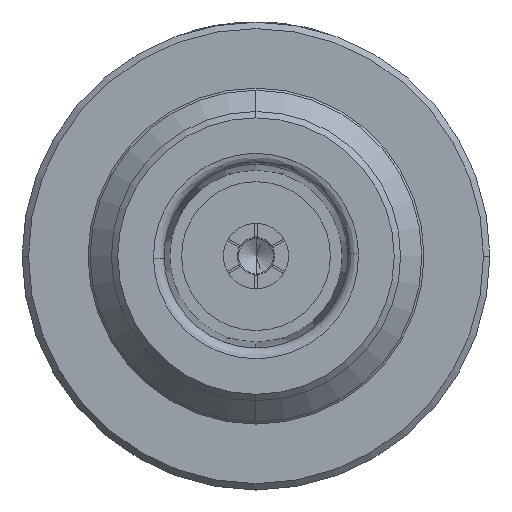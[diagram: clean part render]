
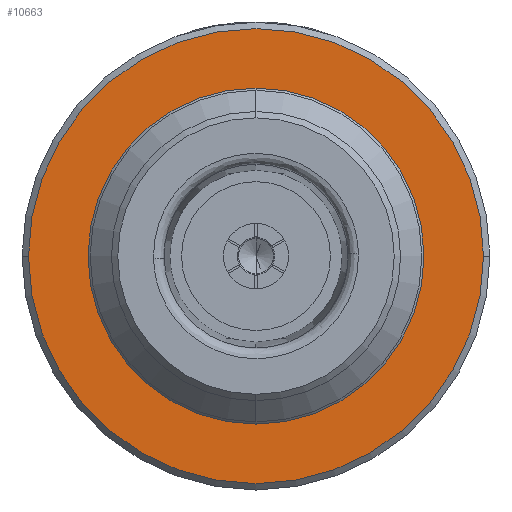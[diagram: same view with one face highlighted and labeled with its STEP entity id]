
A CAD part, left-side view. The second image highlights one B-rep face of the part: STEP entity #10663.
In plain terms, the highlighted planar face has unit normal (-1, 0, 0).
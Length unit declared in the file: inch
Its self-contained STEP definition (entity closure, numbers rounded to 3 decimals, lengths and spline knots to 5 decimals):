
#357 = CARTESIAN_POINT ( 'NONE',  ( 0.5315, 0.42126, 0. ) ) ;
#378 = FACE_OUTER_BOUND ( 'NONE', #9250, .T. ) ;
#445 = DIRECTION ( 'NONE',  ( 0., 0., 1. ) ) ;
#493 = VERTEX_POINT ( 'NONE', #2941 ) ;
#929 = EDGE_CURVE ( 'NONE', #2987, #3824, #5116, .T. ) ;
#1007 = VERTEX_POINT ( 'NONE', #357 ) ;
#1486 = CIRCLE ( 'NONE', #5567, 0.42126 ) ;
#1722 = EDGE_LOOP ( 'NONE', ( #5864, #7452 ) ) ;
#2210 = CARTESIAN_POINT ( 'NONE',  ( 0.5315, 0., 0.31102 ) ) ;
#2646 = CARTESIAN_POINT ( 'NONE',  ( 0.5315, 0., 0. ) ) ;
#2846 = AXIS2_PLACEMENT_3D ( 'NONE', #9269, #5853, #4779 ) ;
#2941 = CARTESIAN_POINT ( 'NONE',  ( 0.5315, -0.42126, 0. ) ) ;
#2987 = VERTEX_POINT ( 'NONE', #12445 ) ;
#3074 = CIRCLE ( 'NONE', #2846, 0.42126 ) ;
#3824 = VERTEX_POINT ( 'NONE', #2210 ) ;
#3964 = CARTESIAN_POINT ( 'NONE',  ( 0.5315, 0., 0. ) ) ;
#4228 = AXIS2_PLACEMENT_3D ( 'NONE', #2646, #8209, #8065 ) ;
#4779 = DIRECTION ( 'NONE',  ( 0., 1., 0. ) ) ;
#4852 = PLANE ( 'NONE',  #10710 ) ;
#5116 = CIRCLE ( 'NONE', #8547, 0.31102 ) ;
#5348 = DIRECTION ( 'NONE',  ( 0., 0., 1. ) ) ;
#5567 = AXIS2_PLACEMENT_3D ( 'NONE', #3964, #6169, #10194 ) ;
#5853 = DIRECTION ( 'NONE',  ( 1., 0., 0. ) ) ;
#5864 = ORIENTED_EDGE ( 'NONE', *, *, #6542, .T. ) ;
#6169 = DIRECTION ( 'NONE',  ( 1., 0., 0. ) ) ;
#6542 = EDGE_CURVE ( 'NONE', #3824, #2987, #12877, .T. ) ;
#7452 = ORIENTED_EDGE ( 'NONE', *, *, #929, .T. ) ;
#7732 = ORIENTED_EDGE ( 'NONE', *, *, #12764, .F. ) ;
#8065 = DIRECTION ( 'NONE',  ( 0., 0., 1. ) ) ;
#8146 = FACE_BOUND ( 'NONE', #1722, .T. ) ;
#8209 = DIRECTION ( 'NONE',  ( 1., 0., 0. ) ) ;
#8547 = AXIS2_PLACEMENT_3D ( 'NONE', #11834, #10976, #5348 ) ;
#9250 = EDGE_LOOP ( 'NONE', ( #7732, #13318 ) ) ;
#9269 = CARTESIAN_POINT ( 'NONE',  ( 0.5315, 0., 0. ) ) ;
#10194 = DIRECTION ( 'NONE',  ( 0., 1., 0. ) ) ;
#10663 = ADVANCED_FACE ( 'NONE', ( #8146, #378 ), #4852, .T. ) ;
#10710 = AXIS2_PLACEMENT_3D ( 'NONE', #11274, #11553, #445 ) ;
#10976 = DIRECTION ( 'NONE',  ( 1., 0., 0. ) ) ;
#11274 = CARTESIAN_POINT ( 'NONE',  ( 0.5315, 0., 0. ) ) ;
#11553 = DIRECTION ( 'NONE',  ( -1., 0., 0. ) ) ;
#11834 = CARTESIAN_POINT ( 'NONE',  ( 0.5315, 0., 0. ) ) ;
#12017 = EDGE_CURVE ( 'NONE', #493, #1007, #1486, .T. ) ;
#12445 = CARTESIAN_POINT ( 'NONE',  ( 0.5315, 0., -0.31102 ) ) ;
#12764 = EDGE_CURVE ( 'NONE', #1007, #493, #3074, .T. ) ;
#12877 = CIRCLE ( 'NONE', #4228, 0.31102 ) ;
#13318 = ORIENTED_EDGE ( 'NONE', *, *, #12017, .F. ) ;
